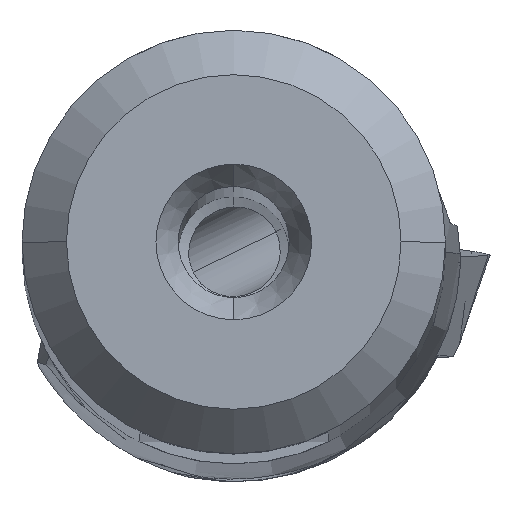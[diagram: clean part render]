
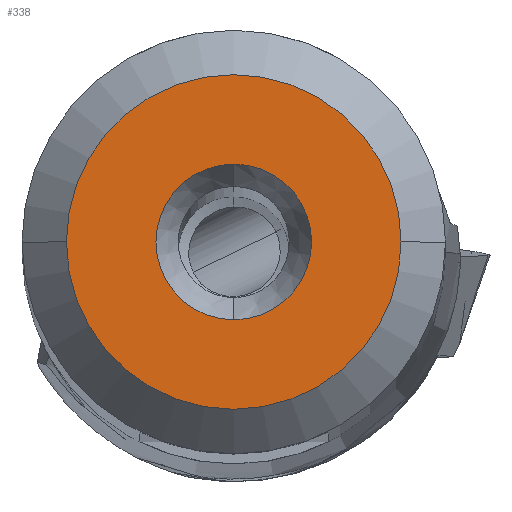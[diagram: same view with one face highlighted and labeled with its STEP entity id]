
A CAD part, top view. The second image highlights one B-rep face of the part: STEP entity #338.
In plain terms, the highlighted planar face has unit normal (0, 0, 1).
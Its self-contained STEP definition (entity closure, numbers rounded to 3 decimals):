
#338=ADVANCED_FACE('',(#480,#481),#445,.T.);
#445=PLANE('',#2220);
#480=FACE_BOUND('',#508,.T.);
#481=FACE_BOUND('',#509,.T.);
#508=EDGE_LOOP('',(#680,#681,#682,#683));
#509=EDGE_LOOP('',(#684,#685));
#680=ORIENTED_EDGE('',*,*,#1476,.F.);
#681=ORIENTED_EDGE('',*,*,#1477,.F.);
#682=ORIENTED_EDGE('',*,*,#1478,.F.);
#683=ORIENTED_EDGE('',*,*,#1479,.F.);
#684=ORIENTED_EDGE('',*,*,#1480,.F.);
#685=ORIENTED_EDGE('',*,*,#1481,.F.);
#1260=VERTEX_POINT('',#3130);
#1261=VERTEX_POINT('',#3131);
#1262=VERTEX_POINT('',#3133);
#1263=VERTEX_POINT('',#3135);
#1264=VERTEX_POINT('',#3138);
#1265=VERTEX_POINT('',#3139);
#1476=EDGE_CURVE('',#1260,#1261,#1773,.T.);
#1477=EDGE_CURVE('',#1262,#1260,#1774,.T.);
#1478=EDGE_CURVE('',#1263,#1262,#1775,.T.);
#1479=EDGE_CURVE('',#1261,#1263,#1776,.T.);
#1480=EDGE_CURVE('',#1264,#1265,#1777,.T.);
#1481=EDGE_CURVE('',#1265,#1264,#1778,.T.);
#1773=CIRCLE('',#2214,3.762);
#1774=CIRCLE('',#2215,3.762);
#1775=CIRCLE('',#2216,3.762);
#1776=CIRCLE('',#2217,3.762);
#1777=CIRCLE('',#2218,1.75);
#1778=CIRCLE('',#2219,1.75);
#2214=AXIS2_PLACEMENT_3D('',#3129,#2529,#2530);
#2215=AXIS2_PLACEMENT_3D('',#3132,#2531,#2532);
#2216=AXIS2_PLACEMENT_3D('',#3134,#2533,#2534);
#2217=AXIS2_PLACEMENT_3D('',#3136,#2535,#2536);
#2218=AXIS2_PLACEMENT_3D('',#3137,#2537,#2538);
#2219=AXIS2_PLACEMENT_3D('',#3140,#2539,#2540);
#2220=AXIS2_PLACEMENT_3D('',#3141,#2541,#2542);
#2529=DIRECTION('',(0.,0.,-1.));
#2530=DIRECTION('',(0.,1.,0.));
#2531=DIRECTION('',(0.,0.,-1.));
#2532=DIRECTION('',(-1.,0.,0.));
#2533=DIRECTION('',(0.,0.,-1.));
#2534=DIRECTION('',(0.,-1.,0.));
#2535=DIRECTION('',(0.,0.,-1.));
#2536=DIRECTION('',(1.,0.,0.));
#2537=DIRECTION('',(0.,0.,1.));
#2538=DIRECTION('',(0.,-1.,0.));
#2539=DIRECTION('',(0.,0.,1.));
#2540=DIRECTION('',(0.,1.,0.));
#2541=DIRECTION('',(0.,0.,1.));
#2542=DIRECTION('',(1.,0.,0.));
#3129=CARTESIAN_POINT('',(0.,0.,0.));
#3130=CARTESIAN_POINT('',(0.,3.762,0.));
#3131=CARTESIAN_POINT('',(3.762,0.,0.));
#3132=CARTESIAN_POINT('',(0.,0.,0.));
#3133=CARTESIAN_POINT('',(-3.762,0.,0.));
#3134=CARTESIAN_POINT('',(0.,0.,0.));
#3135=CARTESIAN_POINT('',(0.,-3.762,0.));
#3136=CARTESIAN_POINT('',(0.,0.,0.));
#3137=CARTESIAN_POINT('',(0.,0.,0.));
#3138=CARTESIAN_POINT('',(0.,-1.75,0.));
#3139=CARTESIAN_POINT('',(0.,1.75,0.));
#3140=CARTESIAN_POINT('',(0.,0.,0.));
#3141=CARTESIAN_POINT('',(0.,0.,0.));
